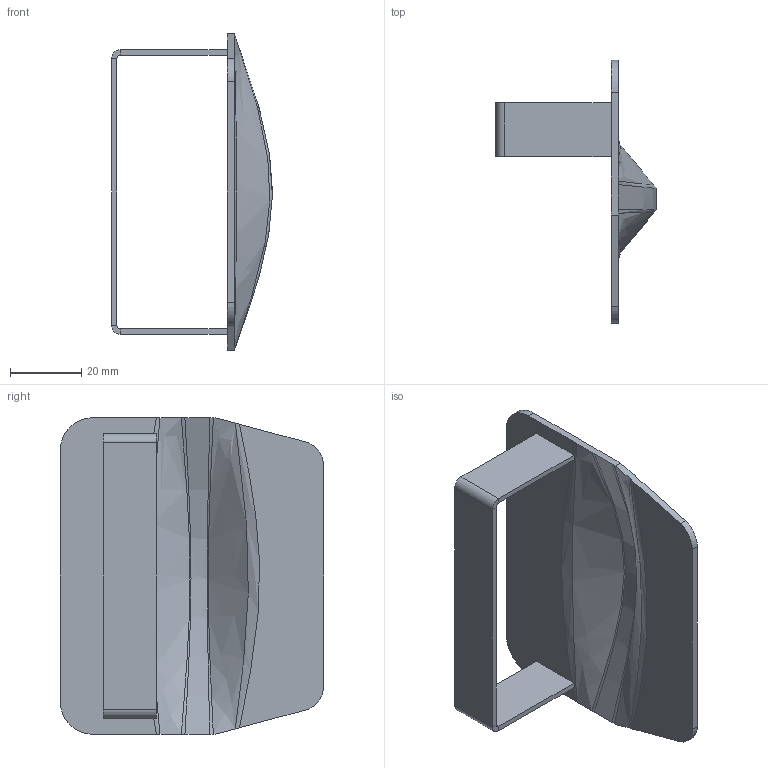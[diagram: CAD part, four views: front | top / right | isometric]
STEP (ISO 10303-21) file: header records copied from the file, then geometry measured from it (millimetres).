
FILE_DESCRIPTION(('STEP AP203'), '1');
FILE_NAME('兴070.05.00.000 青汶篪赅 怕形', '2015-09-29T10:39:48', (''), (''), 'ASCON STEP Converter 1.3', 'ASCON Math Kernel', '');
FILE_SCHEMA(('CONFIG_CONTROL_DESIGN'));
Length unit declared in the file: millimetre
Products named in the file (1): 倓070.05.00.0006
Bounding box: 45.25 x 74 x 89 mm (x, y, z)
Volume: 16263.4 mm3; surface area: 18697.3 mm2
Topology: 1 solids, 1 shells, 171 faces, 472 edges, 308 vertices
Faces by surface type: plane 92, cylinder 65, bspline 14
Entity records: 6080 total; most frequent: CARTESIAN_POINT 1658, ORIENTED_EDGE 944, DIRECTION 886, EDGE_CURVE 472, LINE 310, VECTOR 310, VERTEX_POINT 308, AXIS2_PLACEMENT_3D 288
